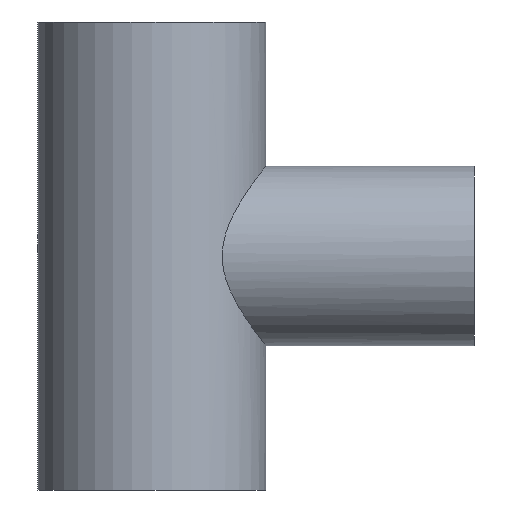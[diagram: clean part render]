
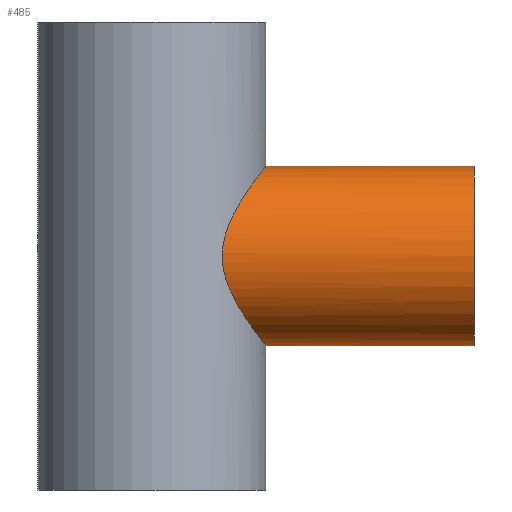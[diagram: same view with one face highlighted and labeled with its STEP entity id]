
A CAD part, front view. The second image highlights one B-rep face of the part: STEP entity #485.
In plain terms, the highlighted cylindrical face has radius 31.5 mm (diameter 63 mm), a partial arc.
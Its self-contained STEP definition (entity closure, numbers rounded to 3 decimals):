
#2 = EDGE_CURVE ( 'NONE', #1142, #890, #565, .T. ) ;
#23 = B_SPLINE_CURVE_WITH_KNOTS ( 'NONE', 3,
 ( #786, #1289, #1199, #979, #294, #885, #488, #279, #1296, #1045, #152, #777, #547, #383, #55, #1192, #1091, #458, #877, #1256, #943, #160, #196, #782, #988, #186, #481, #360, #394, #450, #353, #845, #585, #749, #1156, #1053, #684, #1180, #952, #63, #856, #880, #1265, #679, #93, #90, #1186, #284, #984, #1085, #192, #1021, #130, #227, #416, #121, #592, #200, #521, #318, #690, #1231, #514, #716, #914, #822, #403, #1121, #898, #1108 ),
 .UNSPECIFIED., .F., .F.,
 ( 4, 2, 2, 2, 2, 2, 2, 2, 2, 2, 2, 2, 2, 2, 2, 2, 2, 2, 2, 2, 2, 2, 2, 2, 2, 2, 2, 2, 2, 2, 2, 2, 2, 2, 4 ),
 ( 0., 0.007, 0.008, 0.01, 0.013, 0.016, 0.02, 0.026, 0.029, 0.031, 0.033, 0.039, 0.042, 0.044, 0.046, 0.049, 0.05, 0.052, 0.055, 0.059, 0.062, 0.065, 0.067, 0.068, 0.072, 0.075, 0.078, 0.085, 0.088, 0.089, 0.091, 0.098, 0.099, 0.101, 0.104 ),
 .UNSPECIFIED. ) ;
#55 = CARTESIAN_POINT ( 'NONE',  ( 34.043, -21.067, 23.5 ) ) ;
#63 = CARTESIAN_POINT ( 'NONE',  ( 25.743, -30.617, -7.48 ) ) ;
#65 = VERTEX_POINT ( 'NONE', #1243 ) ;
#90 = CARTESIAN_POINT ( 'NONE',  ( 28.431, -28.139, -14.167 ) ) ;
#93 = CARTESIAN_POINT ( 'NONE',  ( 27.992, -28.575, -13.266 ) ) ;
#105 = ORIENTED_EDGE ( 'NONE', *, *, #989, .T. ) ;
#121 = CARTESIAN_POINT ( 'NONE',  ( 36.186, -17.071, -26.492 ) ) ;
#130 = CARTESIAN_POINT ( 'NONE',  ( 32.642, -23.134, -21.402 ) ) ;
#133 = CARTESIAN_POINT ( 'NONE',  ( 113., 0., 31.5 ) ) ;
#152 = CARTESIAN_POINT ( 'NONE',  ( 37.33, -14.401, 28.034 ) ) ;
#160 = CARTESIAN_POINT ( 'NONE',  ( 29.317, -27.251, 15.921 ) ) ;
#173 = VECTOR ( 'NONE', #863, 1000. ) ;
#186 = CARTESIAN_POINT ( 'NONE',  ( 26.237, -30.194, 8.992 ) ) ;
#192 = CARTESIAN_POINT ( 'NONE',  ( 31.214, -25.026, -19.154 ) ) ;
#196 = CARTESIAN_POINT ( 'NONE',  ( 28.401, -28.19, 14.199 ) ) ;
#200 = CARTESIAN_POINT ( 'NONE',  ( 37.134, -14.877, -27.77 ) ) ;
#227 = CARTESIAN_POINT ( 'NONE',  ( 34.056, -21.048, -23.519 ) ) ;
#251 = VERTEX_POINT ( 'NONE', #411 ) ;
#279 = CARTESIAN_POINT ( 'NONE',  ( 38.589, -10.582, 29.688 ) ) ;
#284 = CARTESIAN_POINT ( 'NONE',  ( 29.333, -27.203, -15.913 ) ) ;
#294 = CARTESIAN_POINT ( 'NONE',  ( 39.294, -7.501, 30.599 ) ) ;
#301 = ORIENTED_EDGE ( 'NONE', *, *, #662, .F. ) ;
#318 = CARTESIAN_POINT ( 'NONE',  ( 37.659, -13.492, -28.469 ) ) ;
#353 = CARTESIAN_POINT ( 'NONE',  ( 25.011, -31.217, 4.351 ) ) ;
#360 = CARTESIAN_POINT ( 'NONE',  ( 25.756, -30.605, 7.474 ) ) ;
#368 = ORIENTED_EDGE ( 'NONE', *, *, #2, .F. ) ;
#383 = CARTESIAN_POINT ( 'NONE',  ( 34.94, -19.561, 24.773 ) ) ;
#394 = CARTESIAN_POINT ( 'NONE',  ( 25.612, -30.726, 6.961 ) ) ;
#403 = CARTESIAN_POINT ( 'NONE',  ( 39.823, -3.796, -31.275 ) ) ;
#411 = CARTESIAN_POINT ( 'NONE',  ( 40., 0., 31.5 ) ) ;
#416 = CARTESIAN_POINT ( 'NONE',  ( 34.953, -19.537, -24.79 ) ) ;
#450 = CARTESIAN_POINT ( 'NONE',  ( 25.219, -31.05, 5.408 ) ) ;
#458 = CARTESIAN_POINT ( 'NONE',  ( 31.454, -24.714, 19.537 ) ) ;
#461 = EDGE_LOOP ( 'NONE', ( #301, #368, #851, #105 ) ) ;
#466 = DIRECTION ( 'NONE',  ( 0., 0., 1. ) ) ;
#469 = CARTESIAN_POINT ( 'NONE',  ( 113., 0., 0. ) ) ;
#481 = CARTESIAN_POINT ( 'NONE',  ( 26.068, -30.339, 8.488 ) ) ;
#485 = ADVANCED_FACE ( 'NONE', ( #847 ), #1070, .T. ) ;
#488 = CARTESIAN_POINT ( 'NONE',  ( 38.965, -9.057, 30.175 ) ) ;
#490 = VECTOR ( 'NONE', #671, 1000. ) ;
#514 = CARTESIAN_POINT ( 'NONE',  ( 39.125, -8.59, -30.383 ) ) ;
#521 = CARTESIAN_POINT ( 'NONE',  ( 37.313, -14.422, -28.009 ) ) ;
#547 = CARTESIAN_POINT ( 'NONE',  ( 36.188, -17.068, 26.494 ) ) ;
#548 = CARTESIAN_POINT ( 'NONE',  ( 113., 0., -31.5 ) ) ;
#564 = LINE ( 'NONE', #548, #173 ) ;
#565 = CIRCLE ( 'NONE', #1069, 31.5 ) ;
#585 = CARTESIAN_POINT ( 'NONE',  ( 24.743, -31.429, 2.179 ) ) ;
#592 = CARTESIAN_POINT ( 'NONE',  ( 36.579, -16.215, -27.025 ) ) ;
#619 = AXIS2_PLACEMENT_3D ( 'NONE', #1280, #944, #466 ) ;
#629 = CARTESIAN_POINT ( 'NONE',  ( 113., 0., -31.5 ) ) ;
#662 = EDGE_CURVE ( 'NONE', #890, #65, #564, .T. ) ;
#671 = DIRECTION ( 'NONE',  ( -1., 0., 0. ) ) ;
#679 = CARTESIAN_POINT ( 'NONE',  ( 27.777, -28.784, -12.805 ) ) ;
#684 = CARTESIAN_POINT ( 'NONE',  ( 24.725, -31.443, -2.174 ) ) ;
#690 = CARTESIAN_POINT ( 'NONE',  ( 37.826, -13.016, -28.69 ) ) ;
#716 = CARTESIAN_POINT ( 'NONE',  ( 39.558, -5.953, -30.937 ) ) ;
#749 = CARTESIAN_POINT ( 'NONE',  ( 24.67, -31.486, 1.085 ) ) ;
#768 = DIRECTION ( 'NONE',  ( 0., 0., -1. ) ) ;
#777 = CARTESIAN_POINT ( 'NONE',  ( 36.588, -16.195, 27.037 ) ) ;
#782 = CARTESIAN_POINT ( 'NONE',  ( 27.162, -29.369, 11.432 ) ) ;
#786 = CARTESIAN_POINT ( 'NONE',  ( 40., 0., 31.5 ) ) ;
#822 = CARTESIAN_POINT ( 'NONE',  ( 39.768, -4.34, -31.204 ) ) ;
#845 = CARTESIAN_POINT ( 'NONE',  ( 24.797, -31.386, 2.729 ) ) ;
#847 = FACE_OUTER_BOUND ( 'NONE', #461, .T. ) ;
#851 = ORIENTED_EDGE ( 'NONE', *, *, #1235, .T. ) ;
#856 = CARTESIAN_POINT ( 'NONE',  ( 26.057, -30.353, -8.487 ) ) ;
#863 = DIRECTION ( 'NONE',  ( -1., 0., 0. ) ) ;
#877 = CARTESIAN_POINT ( 'NONE',  ( 31.214, -25.017, 19.148 ) ) ;
#880 = CARTESIAN_POINT ( 'NONE',  ( 26.76, -29.734, -10.45 ) ) ;
#885 = CARTESIAN_POINT ( 'NONE',  ( 39.081, -8.539, 30.325 ) ) ;
#890 = VERTEX_POINT ( 'NONE', #629 ) ;
#898 = CARTESIAN_POINT ( 'NONE',  ( 40., -1.085, -31.5 ) ) ;
#914 = CARTESIAN_POINT ( 'NONE',  ( 39.635, -5.419, -31.035 ) ) ;
#943 = CARTESIAN_POINT ( 'NONE',  ( 30.497, -25.886, 17.956 ) ) ;
#944 = DIRECTION ( 'NONE',  ( -1., 0., 0. ) ) ;
#952 = CARTESIAN_POINT ( 'NONE',  ( 25.218, -31.051, -5.404 ) ) ;
#979 = CARTESIAN_POINT ( 'NONE',  ( 39.39, -6.979, 30.722 ) ) ;
#984 = CARTESIAN_POINT ( 'NONE',  ( 29.798, -26.695, -16.751 ) ) ;
#988 = CARTESIAN_POINT ( 'NONE',  ( 26.771, -29.724, 10.479 ) ) ;
#989 = EDGE_CURVE ( 'NONE', #251, #65, #23, .T. ) ;
#1021 = CARTESIAN_POINT ( 'NONE',  ( 32.165, -23.791, -20.669 ) ) ;
#1045 = CARTESIAN_POINT ( 'NONE',  ( 37.675, -13.476, 28.491 ) ) ;
#1053 = CARTESIAN_POINT ( 'NONE',  ( 24.653, -31.5, -1.093 ) ) ;
#1069 = AXIS2_PLACEMENT_3D ( 'NONE', #469, #1184, #768 ) ;
#1070 = CYLINDRICAL_SURFACE ( 'NONE', #619, 31.5 ) ;
#1085 = CARTESIAN_POINT ( 'NONE',  ( 30.738, -25.606, -18.372 ) ) ;
#1091 = CARTESIAN_POINT ( 'NONE',  ( 32.172, -23.782, 20.679 ) ) ;
#1108 = CARTESIAN_POINT ( 'NONE',  ( 40., 0., -31.5 ) ) ;
#1121 = CARTESIAN_POINT ( 'NONE',  ( 39.956, -2.17, -31.444 ) ) ;
#1142 = VERTEX_POINT ( 'NONE', #133 ) ;
#1156 = CARTESIAN_POINT ( 'NONE',  ( 24.652, -31.5, 0.54 ) ) ;
#1180 = CARTESIAN_POINT ( 'NONE',  ( 25.007, -31.22, -4.327 ) ) ;
#1184 = DIRECTION ( 'NONE',  ( 1., 0., 0. ) ) ;
#1186 = CARTESIAN_POINT ( 'NONE',  ( 28.654, -27.912, -14.61 ) ) ;
#1192 = CARTESIAN_POINT ( 'NONE',  ( 32.646, -23.128, 21.408 ) ) ;
#1199 = CARTESIAN_POINT ( 'NONE',  ( 39.819, -4.353, 31.272 ) ) ;
#1231 = CARTESIAN_POINT ( 'NONE',  ( 38.622, -10.604, -29.736 ) ) ;
#1235 = EDGE_CURVE ( 'NONE', #1142, #251, #1291, .T. ) ;
#1243 = CARTESIAN_POINT ( 'NONE',  ( 40., 0., -31.5 ) ) ;
#1256 = CARTESIAN_POINT ( 'NONE',  ( 30.735, -25.603, 18.357 ) ) ;
#1265 = CARTESIAN_POINT ( 'NONE',  ( 27.15, -29.38, -11.405 ) ) ;
#1280 = CARTESIAN_POINT ( 'NONE',  ( 113., 0., 0. ) ) ;
#1289 = CARTESIAN_POINT ( 'NONE',  ( 40., -2.203, 31.5 ) ) ;
#1291 = LINE ( 'NONE', #1299, #490 ) ;
#1296 = CARTESIAN_POINT ( 'NONE',  ( 38.304, -11.567, 29.318 ) ) ;
#1299 = CARTESIAN_POINT ( 'NONE',  ( 113., 0., 31.5 ) ) ;
